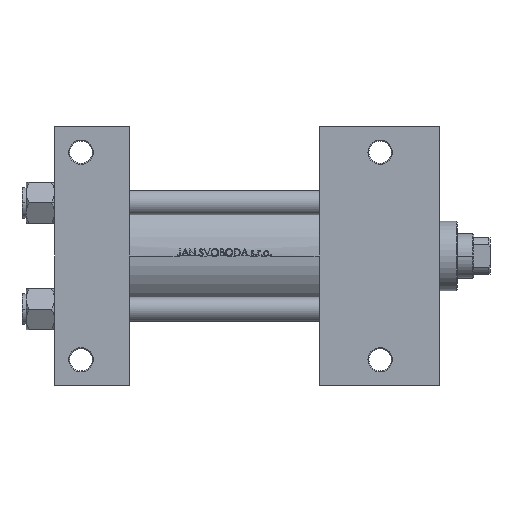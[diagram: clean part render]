
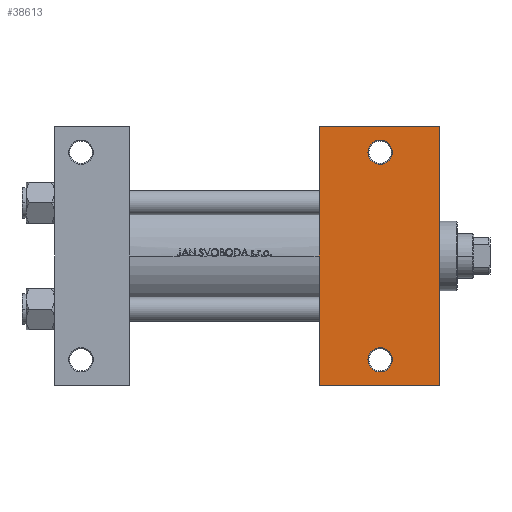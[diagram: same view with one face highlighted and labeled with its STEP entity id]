
A CAD part, front view. The second image highlights one B-rep face of the part: STEP entity #38613.
In plain terms, the highlighted face is planar.
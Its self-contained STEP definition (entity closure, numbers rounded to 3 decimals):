
#406 = CARTESIAN_POINT ( 'NONE',  ( 189., 37.5, -37.5 ) ) ;
#935 = LINE ( 'NONE', #19599, #15096 ) ;
#1141 = VERTEX_POINT ( 'NONE', #2709 ) ;
#1731 = VERTEX_POINT ( 'NONE', #15006 ) ;
#2124 = CARTESIAN_POINT ( 'NONE',  ( 160., 51., -37.5 ) ) ;
#2138 = VERTEX_POINT ( 'NONE', #15445 ) ;
#2709 = CARTESIAN_POINT ( 'NONE',  ( 130., -63.5, -37.5 ) ) ;
#3036 = AXIS2_PLACEMENT_3D ( 'NONE', #32548, #5439, #16887 ) ;
#3159 = PLANE ( 'NONE',  #18134 ) ;
#4202 = DIRECTION ( 'NONE',  ( -1., 0., 0. ) ) ;
#4317 = ORIENTED_EDGE ( 'NONE', *, *, #12501, .T. ) ;
#5439 = DIRECTION ( 'NONE',  ( 0., 0., 1. ) ) ;
#6155 = CIRCLE ( 'NONE', #47510, 5.999 ) ;
#8437 = VERTEX_POINT ( 'NONE', #39418 ) ;
#9511 = CARTESIAN_POINT ( 'NONE',  ( 130., 37.5, -37.5 ) ) ;
#9901 = DIRECTION ( 'NONE',  ( -1., 0., 0. ) ) ;
#10624 = CARTESIAN_POINT ( 'NONE',  ( 189., 37.5, -37.5 ) ) ;
#10701 = VERTEX_POINT ( 'NONE', #34757 ) ;
#11836 = ORIENTED_EDGE ( 'NONE', *, *, #34985, .T. ) ;
#12501 = EDGE_CURVE ( 'NONE', #2138, #1141, #41446, .T. ) ;
#12692 = CARTESIAN_POINT ( 'NONE',  ( 189., 63.5, -37.5 ) ) ;
#13369 = DIRECTION ( 'NONE',  ( -1., 0., 0. ) ) ;
#15006 = CARTESIAN_POINT ( 'NONE',  ( 166., 51., -37.5 ) ) ;
#15068 = AXIS2_PLACEMENT_3D ( 'NONE', #2124, #39965, #21530 ) ;
#15096 = VECTOR ( 'NONE', #38765, 1000. ) ;
#15445 = CARTESIAN_POINT ( 'NONE',  ( 189., -63.5, -37.5 ) ) ;
#15826 = ORIENTED_EDGE ( 'NONE', *, *, #24447, .F. ) ;
#16870 = EDGE_CURVE ( 'NONE', #10701, #37331, #935, .T. ) ;
#16887 = DIRECTION ( 'NONE',  ( -1., 0., 0. ) ) ;
#17558 = DIRECTION ( 'NONE',  ( -1., 0., 0. ) ) ;
#17598 = FACE_BOUND ( 'NONE', #24680, .T. ) ;
#17848 = DIRECTION ( 'NONE',  ( 0., 0., 1. ) ) ;
#18134 = AXIS2_PLACEMENT_3D ( 'NONE', #10624, #44248, #9901 ) ;
#18545 = EDGE_LOOP ( 'NONE', ( #35956, #11836 ) ) ;
#18897 = ORIENTED_EDGE ( 'NONE', *, *, #33104, .T. ) ;
#19599 = CARTESIAN_POINT ( 'NONE',  ( 130., 63.5, -37.5 ) ) ;
#20104 = VECTOR ( 'NONE', #46226, 1000. ) ;
#21010 = CARTESIAN_POINT ( 'NONE',  ( 166., -51., -37.5 ) ) ;
#21530 = DIRECTION ( 'NONE',  ( -1., 0., 0. ) ) ;
#22217 = CIRCLE ( 'NONE', #15068, 5.999 ) ;
#23604 = CIRCLE ( 'NONE', #3036, 5.999 ) ;
#24447 = EDGE_CURVE ( 'NONE', #10701, #1141, #28664, .T. ) ;
#24680 = EDGE_LOOP ( 'NONE', ( #18897, #24778 ) ) ;
#24778 = ORIENTED_EDGE ( 'NONE', *, *, #33200, .T. ) ;
#26464 = EDGE_CURVE ( 'NONE', #37331, #2138, #42960, .T. ) ;
#27339 = CARTESIAN_POINT ( 'NONE',  ( 160., -51., -37.5 ) ) ;
#28518 = VERTEX_POINT ( 'NONE', #21010 ) ;
#28664 = LINE ( 'NONE', #9511, #39885 ) ;
#30067 = VECTOR ( 'NONE', #17558, 1000. ) ;
#30108 = ORIENTED_EDGE ( 'NONE', *, *, #16870, .T. ) ;
#30819 = DIRECTION ( 'NONE',  ( 0., 0., 1. ) ) ;
#32062 = VERTEX_POINT ( 'NONE', #43323 ) ;
#32548 = CARTESIAN_POINT ( 'NONE',  ( 160., 51., -37.5 ) ) ;
#33026 = CARTESIAN_POINT ( 'NONE',  ( 160., -51., -37.5 ) ) ;
#33104 = EDGE_CURVE ( 'NONE', #32062, #28518, #6155, .T. ) ;
#33200 = EDGE_CURVE ( 'NONE', #28518, #32062, #37141, .T. ) ;
#33919 = ORIENTED_EDGE ( 'NONE', *, *, #26464, .T. ) ;
#34757 = CARTESIAN_POINT ( 'NONE',  ( 130., 63.5, -37.5 ) ) ;
#34985 = EDGE_CURVE ( 'NONE', #1731, #8437, #23604, .T. ) ;
#35956 = ORIENTED_EDGE ( 'NONE', *, *, #42100, .T. ) ;
#37141 = CIRCLE ( 'NONE', #40360, 5.999 ) ;
#37214 = CARTESIAN_POINT ( 'NONE',  ( 130., -63.5, -37.5 ) ) ;
#37331 = VERTEX_POINT ( 'NONE', #12692 ) ;
#38613 = ADVANCED_FACE ( 'NONE', ( #44981, #17598, #44741 ), #3159, .T. ) ;
#38765 = DIRECTION ( 'NONE',  ( 1., 0., 0. ) ) ;
#39418 = CARTESIAN_POINT ( 'NONE',  ( 154.001, 51., -37.5 ) ) ;
#39885 = VECTOR ( 'NONE', #40111, 1000. ) ;
#39965 = DIRECTION ( 'NONE',  ( 0., 0., 1. ) ) ;
#40111 = DIRECTION ( 'NONE',  ( 0., -1., 0. ) ) ;
#40360 = AXIS2_PLACEMENT_3D ( 'NONE', #33026, #17848, #13369 ) ;
#41446 = LINE ( 'NONE', #37214, #30067 ) ;
#42100 = EDGE_CURVE ( 'NONE', #8437, #1731, #22217, .T. ) ;
#42960 = LINE ( 'NONE', #406, #20104 ) ;
#43323 = CARTESIAN_POINT ( 'NONE',  ( 154.001, -51., -37.5 ) ) ;
#43526 = EDGE_LOOP ( 'NONE', ( #15826, #30108, #33919, #4317 ) ) ;
#44248 = DIRECTION ( 'NONE',  ( 0., 0., -1. ) ) ;
#44741 = FACE_OUTER_BOUND ( 'NONE', #43526, .T. ) ;
#44981 = FACE_BOUND ( 'NONE', #18545, .T. ) ;
#46226 = DIRECTION ( 'NONE',  ( 0., -1., 0. ) ) ;
#47510 = AXIS2_PLACEMENT_3D ( 'NONE', #27339, #30819, #4202 ) ;
